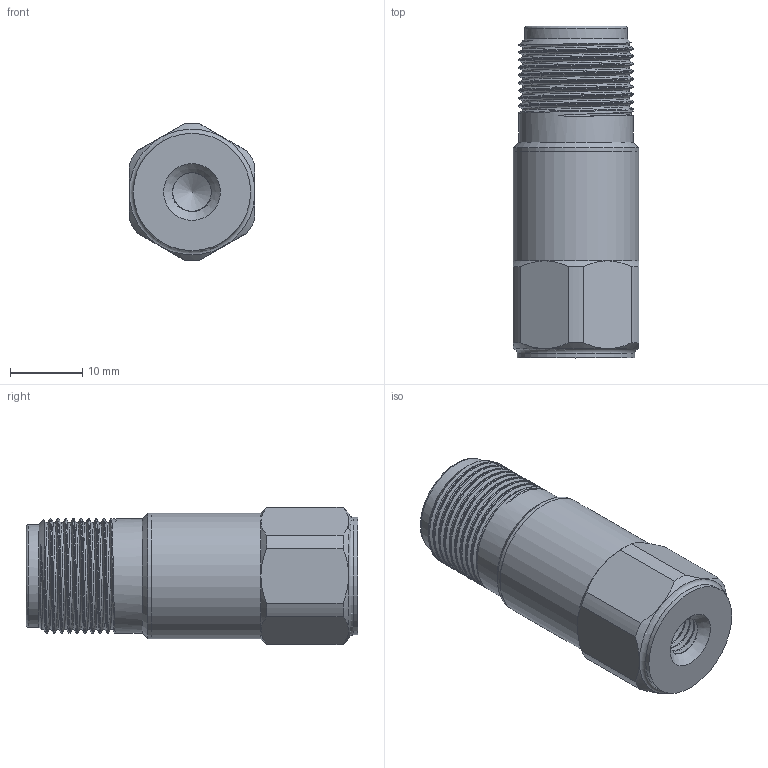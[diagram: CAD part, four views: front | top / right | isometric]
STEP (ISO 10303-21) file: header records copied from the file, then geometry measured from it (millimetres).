
FILE_DESCRIPTION(/* description */ (''),/* implementation_level */ '2;1');
FILE_NAME(/* name */ 'MASTER_MEDIUM_TOP-EXIT_2PIN.stp',/* time_stamp */ '2017-04-25T18:15:32-04:00',/* author */ ('aneininger'),/* organization */ ('CONNECTION TECHNOLOGY CENTER'),/* preprocessor_version */ 'ST-DEVELOPER v16.5',/* originating_system */ 'Autodesk Inventor 2017',/* authorisation */ '');
FILE_SCHEMA (('CONFIG_CONTROL_DESIGN','AUTOMOTIVE_DESIGN { 1 0 10303 214 3 1 1 }'));
Length unit declared in the file: inch
Products named in the file (1): MASTER_MEDIUM_TOP-EXIT_2PIN
Bounding box: 17.46 x 46.05 x 19.04 mm (x, y, z)
Volume: 8691.3 mm3; surface area: 4014.4 mm2
Topology: 3 solids, 3 shells, 117 faces, 279 edges, 179 vertices
Faces by surface type: plane 50, bspline 34, cylinder 20, cone 11, torus 2
Full cylindrical faces by diameter (mm): 1.587 x2, 4.039 x2, 11.684 x1, 14.275 x1, 15.9 x1, 16.256 x1, 17.399 x1, 17.462 x1
Entity records: 9389 total; most frequent: CARTESIAN_POINT 7012, ORIENTED_EDGE 506, DIRECTION 385, EDGE_CURVE 251, VERTEX_POINT 169, EDGE_LOOP 146, AXIS2_PLACEMENT_3D 140, FACE_OUTER_BOUND 116
